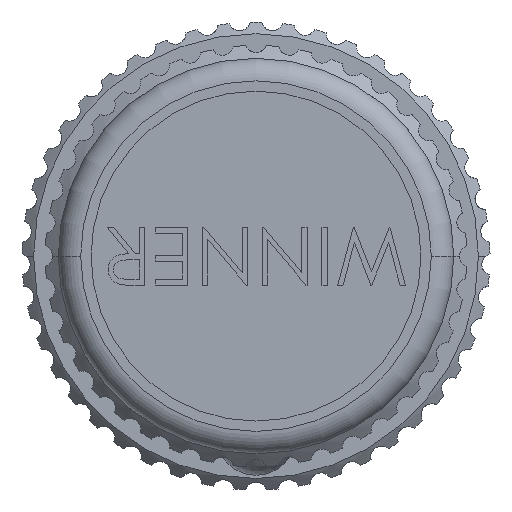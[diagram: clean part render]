
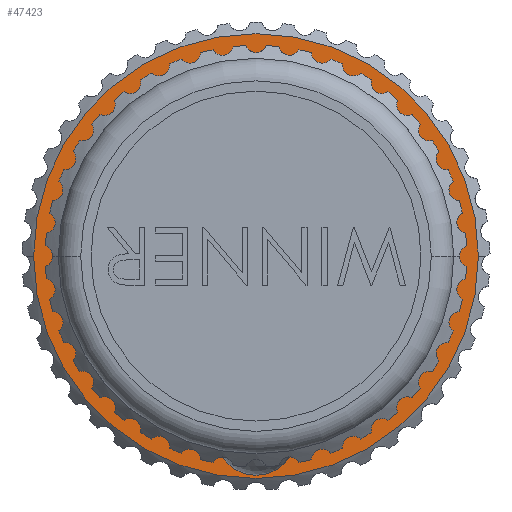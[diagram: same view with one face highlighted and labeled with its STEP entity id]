
A CAD part, left-side view. The second image highlights one B-rep face of the part: STEP entity #47423.
In plain terms, the highlighted planar face has unit normal (-1, 0, 0).
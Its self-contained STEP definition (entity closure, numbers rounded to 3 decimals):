
#4573 = AXIS2_PLACEMENT_3D ( 'NONE', #76963, #76617, #29257 ) ;
#6565 = CARTESIAN_POINT ( 'NONE',  ( -217.467, -8.56, 0. ) ) ;
#6806 = ORIENTED_EDGE ( 'NONE', *, *, #52627, .T. ) ;
#9360 = ORIENTED_EDGE ( 'NONE', *, *, #66680, .T. ) ;
#14877 = CIRCLE ( 'NONE', #97715, 15.3 ) ;
#15847 = CIRCLE ( 'NONE', #4573, 8.56 ) ;
#19473 = CARTESIAN_POINT ( 'NONE',  ( -217.467, 0., 0. ) ) ;
#21451 = FACE_OUTER_BOUND ( 'NONE', #54436, .T. ) ;
#21903 = VERTEX_POINT ( 'NONE', #42157 ) ;
#24792 = DIRECTION ( 'NONE',  ( -1., 0., 0. ) ) ;
#29257 = DIRECTION ( 'NONE',  ( 0., 1., 0. ) ) ;
#33960 = AXIS2_PLACEMENT_3D ( 'NONE', #75104, #91815, #99853 ) ;
#39082 = ORIENTED_EDGE ( 'NONE', *, *, #52227, .F. ) ;
#42157 = CARTESIAN_POINT ( 'NONE',  ( -217.467, -15.3, 0. ) ) ;
#42400 = VERTEX_POINT ( 'NONE', #55672 ) ;
#43866 = DIRECTION ( 'NONE',  ( 0., 1., 0. ) ) ;
#47039 = DIRECTION ( 'NONE',  ( -1., 0., 0. ) ) ;
#47423 = ADVANCED_FACE ( 'NONE', ( #65030, #21451 ), #64506, .T. ) ;
#52227 = EDGE_CURVE ( 'NONE', #69380, #42400, #15847, .T. ) ;
#52627 = EDGE_CURVE ( 'NONE', #21903, #98026, #91800, .T. ) ;
#54436 = EDGE_LOOP ( 'NONE', ( #6806, #9360 ) ) ;
#55672 = CARTESIAN_POINT ( 'NONE',  ( -217.467, 8.56, 0. ) ) ;
#58298 = EDGE_CURVE ( 'NONE', #42400, #69380, #60165, .T. ) ;
#60165 = CIRCLE ( 'NONE', #77421, 8.56 ) ;
#63044 = DIRECTION ( 'NONE',  ( 0., 1., 0. ) ) ;
#63364 = EDGE_LOOP ( 'NONE', ( #94783, #39082 ) ) ;
#64506 = PLANE ( 'NONE',  #77127 ) ;
#64858 = DIRECTION ( 'NONE',  ( 0., 1., 0. ) ) ;
#65030 = FACE_BOUND ( 'NONE', #63364, .T. ) ;
#66680 = EDGE_CURVE ( 'NONE', #98026, #21903, #14877, .T. ) ;
#69380 = VERTEX_POINT ( 'NONE', #6565 ) ;
#74163 = DIRECTION ( 'NONE',  ( -1., 0., 0. ) ) ;
#75104 = CARTESIAN_POINT ( 'NONE',  ( -217.467, 0., 0. ) ) ;
#76617 = DIRECTION ( 'NONE',  ( -1., 0., 0. ) ) ;
#76963 = CARTESIAN_POINT ( 'NONE',  ( -217.467, 0., 0. ) ) ;
#77127 = AXIS2_PLACEMENT_3D ( 'NONE', #88191, #24792, #64858 ) ;
#77421 = AXIS2_PLACEMENT_3D ( 'NONE', #97187, #47039, #63044 ) ;
#79278 = CARTESIAN_POINT ( 'NONE',  ( -217.467, 15.3, 0. ) ) ;
#88191 = CARTESIAN_POINT ( 'NONE',  ( -217.467, 0., 0. ) ) ;
#91800 = CIRCLE ( 'NONE', #33960, 15.3 ) ;
#91815 = DIRECTION ( 'NONE',  ( -1., 0., 0. ) ) ;
#94783 = ORIENTED_EDGE ( 'NONE', *, *, #58298, .F. ) ;
#97187 = CARTESIAN_POINT ( 'NONE',  ( -217.467, 0., 0. ) ) ;
#97715 = AXIS2_PLACEMENT_3D ( 'NONE', #19473, #74163, #43866 ) ;
#98026 = VERTEX_POINT ( 'NONE', #79278 ) ;
#99853 = DIRECTION ( 'NONE',  ( 0., 1., 0. ) ) ;
